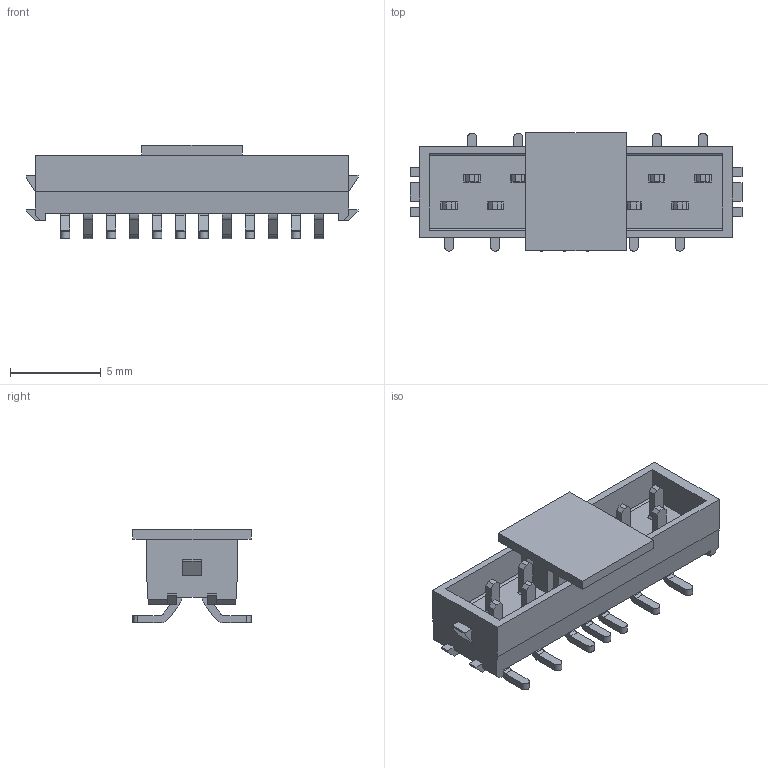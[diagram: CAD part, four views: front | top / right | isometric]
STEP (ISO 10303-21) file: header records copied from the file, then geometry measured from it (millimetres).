
FILE_DESCRIPTION(/* description */ ('Unknown'),/* implementation_level */ '2;1');
FILE_NAME(/* name */ '690357281276',/* time_stamp */ '2022-05-10T14:42:48+02:00',/* author */ ('Unknown'),/* organization */ ('Unknown'),/* preprocessor_version */ 'ST-DEVELOPER v16.7',/* originating_system */ 'Solid Edge',/* authorisation */ 'Unknown');
FILE_SCHEMA (('AUTOMOTIVE_DESIGN {1 0 10303 214 3 1 1}'));
Length unit declared in the file: millimetre
Products named in the file (4): 69035728xx76; 690357281276; Pin; Pick Pad
Assembly tree (16 placements, depth 2):
  69035728xx76
    690357281276
    Pin  x14
    Pick Pad
Bounding box: 18.27 x 6.5 x 5.15 mm (x, y, z)
Volume: 203.8 mm3; surface area: 813.1 mm2
Topology: 16 solids, 16 shells, 649 faces, 1786 edges, 1172 vertices
Faces by surface type: plane 493, cylinder 156
Entity records: 7731 total; most frequent: CARTESIAN_POINT 1362, ORIENTED_EDGE 1336, DIRECTION 1194, EDGE_CURVE 668, LINE 642, VECTOR 642, VERTEX_POINT 444, AXIS2_PLACEMENT_3D 276
